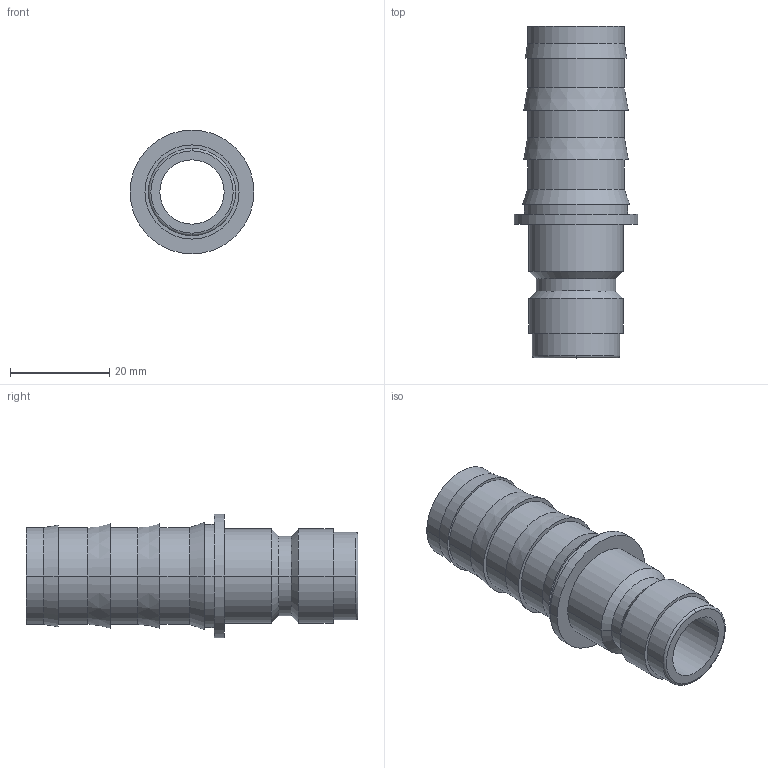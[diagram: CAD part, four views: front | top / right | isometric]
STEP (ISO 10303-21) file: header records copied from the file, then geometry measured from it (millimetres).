
FILE_DESCRIPTION(('STEP AP214'),'1');
FILE_NAME('eshg_19_s.stp','2020-04-22T06:06:29',('TraceParts'),('TraceParts S.A.'),'Spatial InterOp 3D',' ',' ');
FILE_SCHEMA(('automotive_design'));
Length unit declared in the file: millimetre
Products named in the file (1): 1
Bounding box: 25 x 67 x 25 mm (x, y, z)
Volume: 11015.6 mm3; surface area: 7738.8 mm2
Topology: 1 solids, 1 shells, 45 faces, 93 edges, 57 vertices
Faces by surface type: cylinder 22, cone 12, plane 9, torus 2
Entity records: 1586 total; most frequent: DIRECTION 244, CARTESIAN_POINT 196, ORIENTED_EDGE 186, AXIS2_PLACEMENT_3D 105, EDGE_CURVE 93, CIRCLE 59, VERTEX_POINT 57, EDGE_LOOP 54
